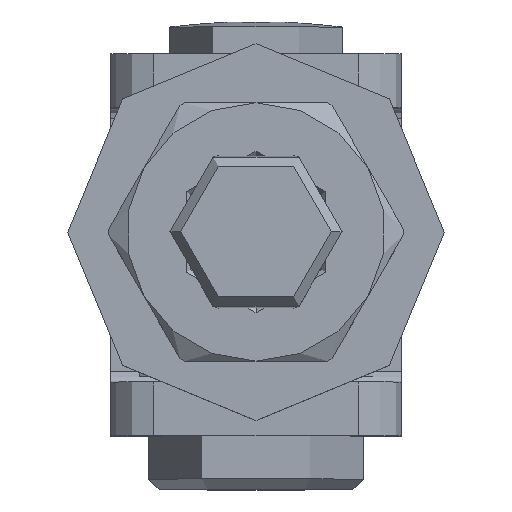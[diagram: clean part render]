
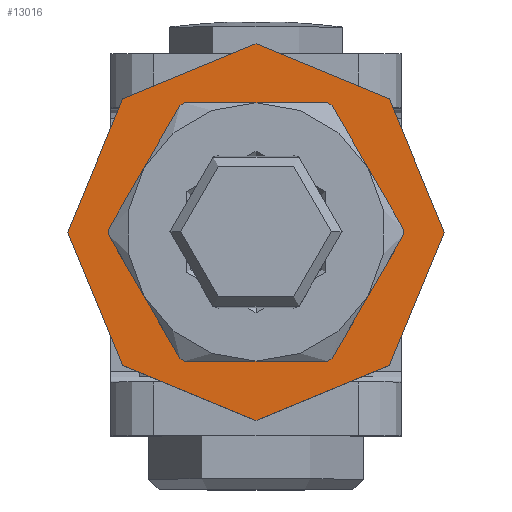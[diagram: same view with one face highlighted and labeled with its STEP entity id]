
A CAD part, top view. The second image highlights one B-rep face of the part: STEP entity #13016.
In plain terms, the highlighted planar face has unit normal (0, 0, 1).
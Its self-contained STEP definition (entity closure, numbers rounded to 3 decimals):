
#242 = ORIENTED_EDGE ( 'NONE', *, *, #12094, .T. ) ;
#1591 = EDGE_CURVE ( 'NONE', #13210, #3889, #17191, .T. ) ;
#1819 = CARTESIAN_POINT ( 'NONE',  ( 0., 0., 1.5 ) ) ;
#2501 = DIRECTION ( 'NONE',  ( 0., 0., 1. ) ) ;
#3105 = DIRECTION ( 'NONE',  ( 0., 0., 1. ) ) ;
#3308 = ORIENTED_EDGE ( 'NONE', *, *, #7197, .T. ) ;
#3464 = CARTESIAN_POINT ( 'NONE',  ( 0., 0., 1.5 ) ) ;
#3573 = CIRCLE ( 'NONE', #11057, 17.5 ) ;
#3627 = CARTESIAN_POINT ( 'NONE',  ( -17.5, 0., 1.5 ) ) ;
#3889 = VERTEX_POINT ( 'NONE', #9204 ) ;
#3989 = FACE_OUTER_BOUND ( 'NONE', #11997, .T. ) ;
#4024 = CARTESIAN_POINT ( 'NONE',  ( 0., 0., 1.5 ) ) ;
#4070 = CARTESIAN_POINT ( 'NONE',  ( 0., 0., 1.5 ) ) ;
#4896 = VERTEX_POINT ( 'NONE', #3627 ) ;
#5384 = DIRECTION ( 'NONE',  ( 0., 0., 1. ) ) ;
#5822 = AXIS2_PLACEMENT_3D ( 'NONE', #4024, #5384, #17697 ) ;
#7197 = EDGE_CURVE ( 'NONE', #4896, #14869, #10557, .T. ) ;
#7254 = DIRECTION ( 'NONE',  ( 0., 0., 1. ) ) ;
#7328 = DIRECTION ( 'NONE',  ( 1., 0., 0. ) ) ;
#7462 = DIRECTION ( 'NONE',  ( 1., 0., 0. ) ) ;
#8131 = AXIS2_PLACEMENT_3D ( 'NONE', #16995, #3105, #7328 ) ;
#8537 = ORIENTED_EDGE ( 'NONE', *, *, #1591, .F. ) ;
#8920 = ORIENTED_EDGE ( 'NONE', *, *, #15698, .F. ) ;
#9204 = CARTESIAN_POINT ( 'NONE',  ( -8.5, 0., 1.5 ) ) ;
#9492 = DIRECTION ( 'NONE',  ( 1., 0., 0. ) ) ;
#9747 = AXIS2_PLACEMENT_3D ( 'NONE', #4070, #2501, #9492 ) ;
#10028 = AXIS2_PLACEMENT_3D ( 'NONE', #3464, #17425, #7462 ) ;
#10030 = DIRECTION ( 'NONE',  ( 1., 0., 0. ) ) ;
#10557 = CIRCLE ( 'NONE', #10028, 17.5 ) ;
#10656 = CARTESIAN_POINT ( 'NONE',  ( 8.5, 0., 1.5 ) ) ;
#11057 = AXIS2_PLACEMENT_3D ( 'NONE', #1819, #7254, #10030 ) ;
#11997 = EDGE_LOOP ( 'NONE', ( #3308, #242 ) ) ;
#12094 = EDGE_CURVE ( 'NONE', #14869, #4896, #3573, .T. ) ;
#12732 = PLANE ( 'NONE',  #8131 ) ;
#12963 = CARTESIAN_POINT ( 'NONE',  ( 17.5, 0., 1.5 ) ) ;
#13016 = ADVANCED_FACE ( 'NONE', ( #3989, #14458 ), #12732, .T. ) ;
#13210 = VERTEX_POINT ( 'NONE', #10656 ) ;
#13543 = CIRCLE ( 'NONE', #5822, 8.5 ) ;
#14458 = FACE_BOUND ( 'NONE', #16592, .T. ) ;
#14869 = VERTEX_POINT ( 'NONE', #12963 ) ;
#15698 = EDGE_CURVE ( 'NONE', #3889, #13210, #13543, .T. ) ;
#16592 = EDGE_LOOP ( 'NONE', ( #8920, #8537 ) ) ;
#16995 = CARTESIAN_POINT ( 'NONE',  ( 0., 0., 1.5 ) ) ;
#17191 = CIRCLE ( 'NONE', #9747, 8.5 ) ;
#17425 = DIRECTION ( 'NONE',  ( 0., 0., 1. ) ) ;
#17697 = DIRECTION ( 'NONE',  ( 1., 0., 0. ) ) ;
